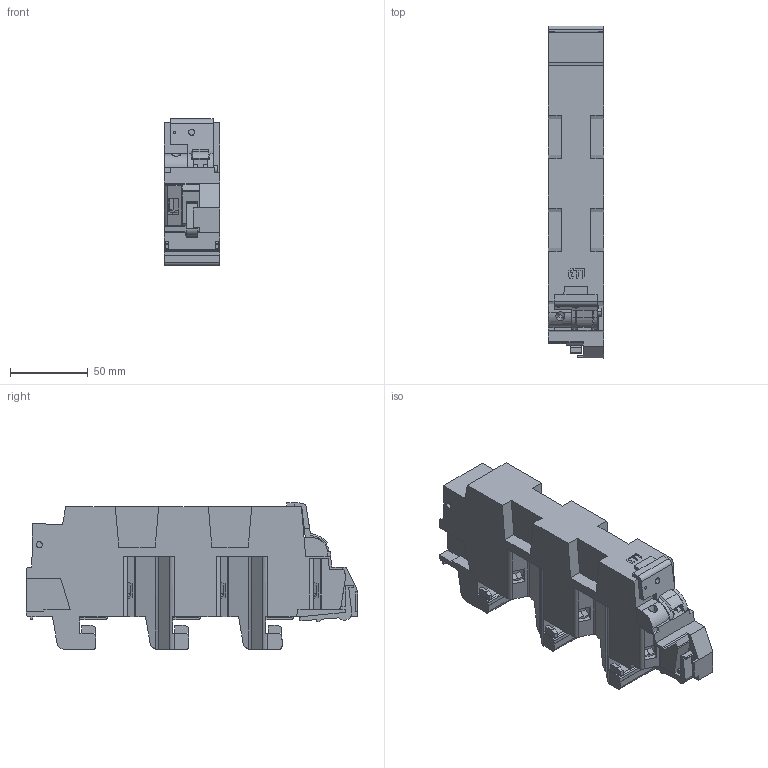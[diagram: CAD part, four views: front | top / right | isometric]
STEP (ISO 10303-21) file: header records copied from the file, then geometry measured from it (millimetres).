
FILE_DESCRIPTION((''),'2;1');
FILE_NAME('001696050_DVL_60-183_ASM','2023-11-22T14:08:23',('klemen.sitar'),('Audax d.o.o.'),'CREO PARAMETRIC BY PTC INC, 2021304','CREO PARAMETRIC BY PTC INC, 2021304','');
FILE_SCHEMA(('AP242_MANAGED_MODEL_BASED_3D_ENGINEERING_MIM_LF { 1 0 10303 442 1 1 4 }'));
Products named in the file (7): PRT9532_1_1; PRT9532_1_2; PRT9532_1_3; PRT9532_1_ASM; PRT00058_1; G1741011_L_DSL-60_183-5_ASM_1_ASM; 001696050_DVL_60-183_ASM
Assembly tree (6 placements, depth 4):
  001696050_DVL_60-183_ASM
    G1741011_L_DSL-60_183-5_ASM_1_ASM
      PRT9532_1_ASM
        PRT9532_1_1
        PRT9532_1_2
        PRT9532_1_3
      PRT00058_1
Bounding box: 35.5 x 214.04 x 94.74 mm (x, y, z)
Volume: 452862.6 mm3; surface area: 70688.4 mm2
Topology: 4 solids, 7 shells, 498 faces, 1438 edges, 958 vertices
Faces by surface type: plane 328, cylinder 158, extrusion 8, cone 4
Entity records: 25276 total; most frequent: CARTESIAN_POINT 3286, ORIENTED_EDGE 2876, DIRECTION 2692, PRESENTATION_STYLE_ASSIGNMENT 1938, STYLED_ITEM 1938, CURVE_STYLE 1446, EDGE_CURVE 1438, VECTOR 1076
